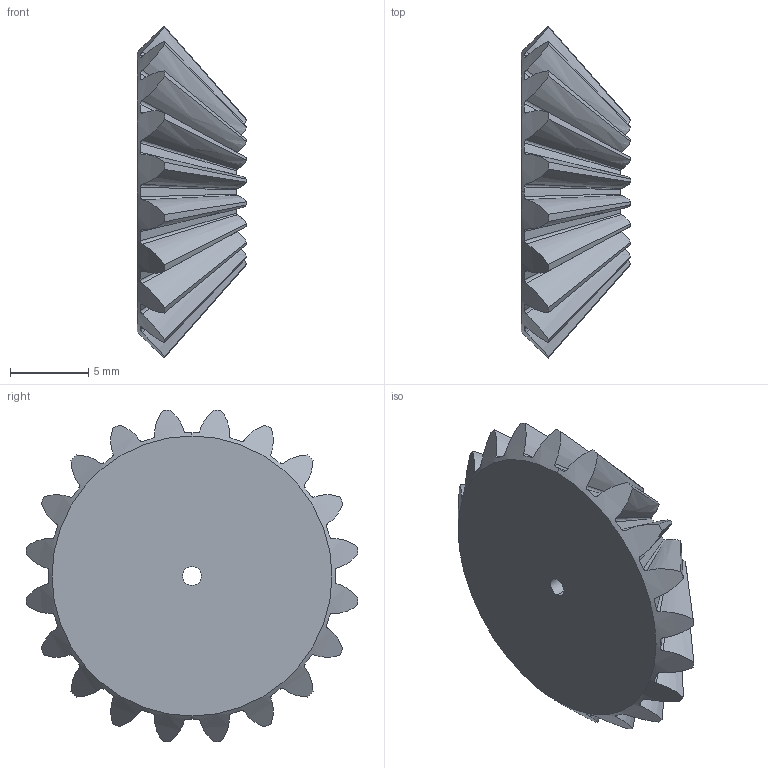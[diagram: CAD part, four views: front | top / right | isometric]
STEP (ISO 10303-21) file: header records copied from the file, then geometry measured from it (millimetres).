
FILE_DESCRIPTION (( 'STEP AP214' ), '1' );
FILE_NAME ('diff case gear (print 2).STEP', '2024-08-30T07:26:49', ( '' ), ( '' ), 'SwSTEP 2.0', 'SolidWorks 2023', '' );
FILE_SCHEMA (( 'AUTOMOTIVE_DESIGN' ));
Length unit declared in the file: millimetre
Products named in the file (1): diff case gear (print 2)
Bounding box: 7.01 x 21.22 x 21.22 mm (x, y, z)
Volume: 1190.1 mm3; surface area: 1111.2 mm2
Topology: 1 solids, 1 shells, 130 faces, 382 edges, 254 vertices
Faces by surface type: bspline 100, cone 24, cylinder 4, plane 2
Entity records: 6011 total; most frequent: CARTESIAN_POINT 3359, ORIENTED_EDGE 764, EDGE_CURVE 382, VERTEX_POINT 254, DIRECTION 250, B_SPLINE_CURVE_WITH_KNOTS 244, EDGE_LOOP 132, FACE_OUTER_BOUND 130
